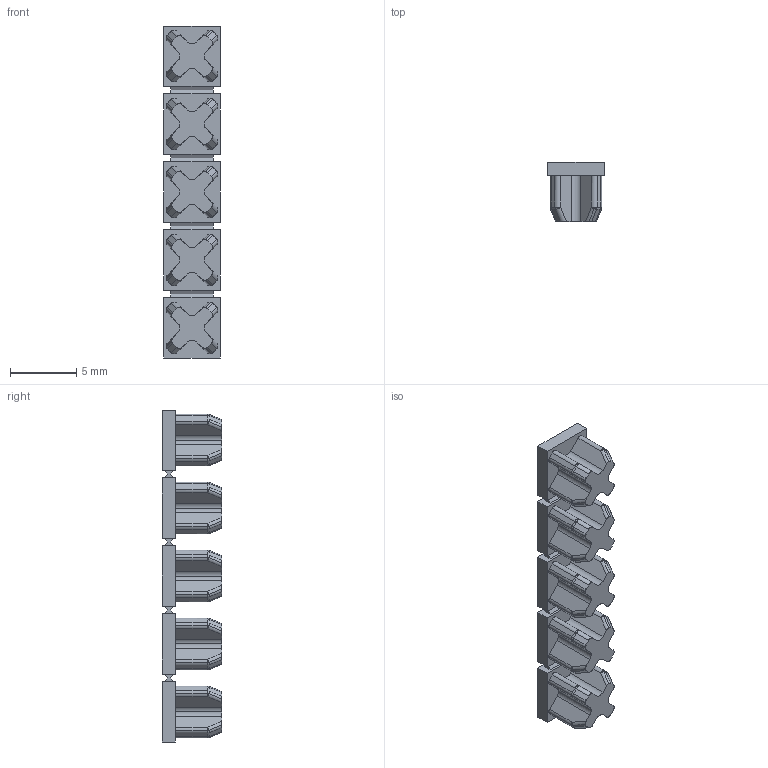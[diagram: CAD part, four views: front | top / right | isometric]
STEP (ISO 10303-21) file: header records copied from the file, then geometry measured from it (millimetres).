
FILE_DESCRIPTION((''),'2;1');
FILE_NAME('SB200231_3D-SIMPLIFIED','2014-01-29T',('SESA201927'),('Schneider-Electric'),'PRO/ENGINEER BY PARAMETRIC TECHNOLOGY CORPORATION, 2012420','PRO/ENGINEER BY PARAMETRIC TECHNOLOGY CORPORATION, 2012420','');
FILE_SCHEMA(('CONFIG_CONTROL_DESIGN'));
Length unit declared in the file: millimetre
Products named in the file (1): SB200231_3D-SIMPLIFIED
Bounding box: 4.25 x 4.5 x 25.15 mm (x, y, z)
Volume: 249.2 mm3; surface area: 574.8 mm2
Topology: 1 solids, 1 shells, 349 faces, 972 edges, 598 vertices
Faces by surface type: cylinder 170, plane 139, sphere 40
Entity records: 10999 total; most frequent: CARTESIAN_POINT 2084, DIRECTION 1900, ORIENTED_EDGE 1864, EDGE_CURVE 932, AXIS2_PLACEMENT_3D 679, VERTEX_POINT 598, VECTOR 542, LINE 542
